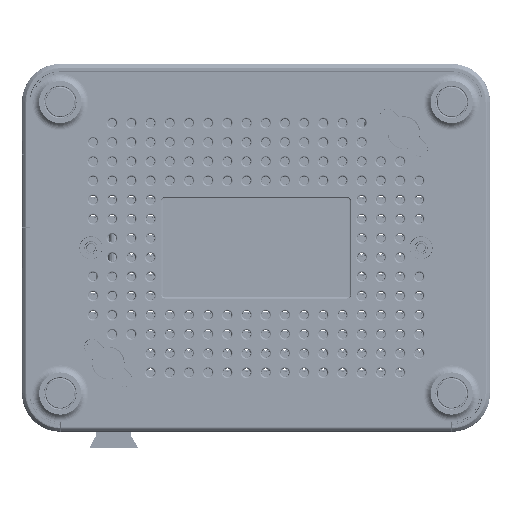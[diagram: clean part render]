
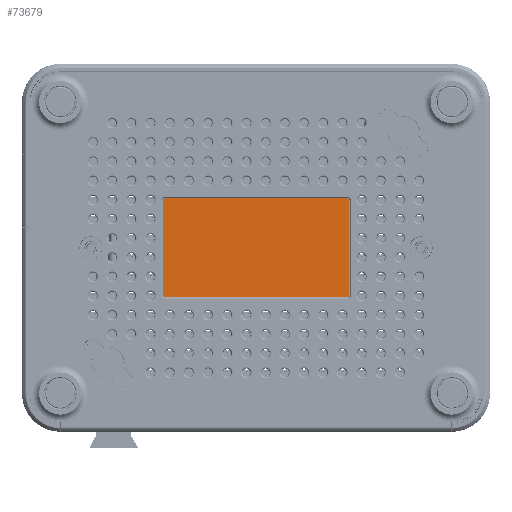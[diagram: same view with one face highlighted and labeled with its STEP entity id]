
A CAD part, front view. The second image highlights one B-rep face of the part: STEP entity #73679.
In plain terms, the highlighted planar face has unit normal (0, -1, 0).
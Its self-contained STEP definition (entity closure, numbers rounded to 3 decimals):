
#1756 = LINE ( 'NONE', #204674, #85401 ) ;
#3269 = DIRECTION ( 'NONE',  ( 0., 0., 1. ) ) ;
#6348 = DIRECTION ( 'NONE',  ( 0., -1., 0. ) ) ;
#7324 = CARTESIAN_POINT ( 'NONE',  ( -24.35, 0.4, -12.25 ) ) ;
#7509 = CARTESIAN_POINT ( 'NONE',  ( 23.75, 0.4, 12.85 ) ) ;
#8998 = CARTESIAN_POINT ( 'NONE',  ( -23.75, 0.4, 12.85 ) ) ;
#9852 = CARTESIAN_POINT ( 'NONE',  ( -23.75, 0.4, -12.25 ) ) ;
#10599 = CIRCLE ( 'NONE', #103105, 0.6 ) ;
#12671 = CARTESIAN_POINT ( 'NONE',  ( 23.75, 0.4, 12.25 ) ) ;
#17847 = CARTESIAN_POINT ( 'NONE',  ( 0., 0.4, 0. ) ) ;
#19704 = ORIENTED_EDGE ( 'NONE', *, *, #97225, .T. ) ;
#26906 = EDGE_CURVE ( 'NONE', #172732, #124011, #157091, .T. ) ;
#26949 = CARTESIAN_POINT ( 'NONE',  ( 23.75, 0.4, -12.85 ) ) ;
#28727 = CARTESIAN_POINT ( 'NONE',  ( -23.75, 0.4, -12.85 ) ) ;
#33326 = EDGE_CURVE ( 'NONE', #63795, #160571, #152569, .T. ) ;
#37001 = AXIS2_PLACEMENT_3D ( 'NONE', #12671, #59285, #185506 ) ;
#39251 = PLANE ( 'NONE',  #167043 ) ;
#42294 = CARTESIAN_POINT ( 'NONE',  ( -24.35, 0.4, 12.25 ) ) ;
#45949 = ORIENTED_EDGE ( 'NONE', *, *, #26906, .T. ) ;
#48293 = ORIENTED_EDGE ( 'NONE', *, *, #63251, .T. ) ;
#51344 = AXIS2_PLACEMENT_3D ( 'NONE', #162639, #6348, #3269 ) ;
#52097 = VERTEX_POINT ( 'NONE', #7509 ) ;
#55462 = EDGE_CURVE ( 'NONE', #178592, #63795, #10599, .T. ) ;
#59285 = DIRECTION ( 'NONE',  ( 0., -1., 0. ) ) ;
#59427 = DIRECTION ( 'NONE',  ( 0., 0., 1. ) ) ;
#63251 = EDGE_CURVE ( 'NONE', #130393, #120777, #188100, .T. ) ;
#63795 = VERTEX_POINT ( 'NONE', #122164 ) ;
#64497 = DIRECTION ( 'NONE',  ( 0., 0., 1. ) ) ;
#66547 = FACE_OUTER_BOUND ( 'NONE', #107355, .T. ) ;
#67155 = ORIENTED_EDGE ( 'NONE', *, *, #33326, .T. ) ;
#73679 = ADVANCED_FACE ( 'NONE', ( #66547 ), #39251, .F. ) ;
#73969 = CARTESIAN_POINT ( 'NONE',  ( 24.35, 0.4, 12.25 ) ) ;
#76259 = ORIENTED_EDGE ( 'NONE', *, *, #55462, .T. ) ;
#79113 = AXIS2_PLACEMENT_3D ( 'NONE', #9852, #91633, #136180 ) ;
#82095 = DIRECTION ( 'NONE',  ( 0., 1., 0. ) ) ;
#83563 = EDGE_CURVE ( 'NONE', #120777, #178592, #172812, .T. ) ;
#85401 = VECTOR ( 'NONE', #171524, 1000. ) ;
#87219 = DIRECTION ( 'NONE',  ( 0., 0., -1. ) ) ;
#91633 = DIRECTION ( 'NONE',  ( 0., -1., 0. ) ) ;
#97225 = EDGE_CURVE ( 'NONE', #124011, #130393, #117248, .T. ) ;
#99850 = CIRCLE ( 'NONE', #37001, 0.6 ) ;
#103105 = AXIS2_PLACEMENT_3D ( 'NONE', #135354, #170408, #105292 ) ;
#105292 = DIRECTION ( 'NONE',  ( 0., 0., 1. ) ) ;
#107355 = EDGE_LOOP ( 'NONE', ( #197823, #45949, #19704, #48293, #166973, #76259, #67155, #145288 ) ) ;
#107952 = VECTOR ( 'NONE', #59427, 1000. ) ;
#113584 = VECTOR ( 'NONE', #87219, 1000. ) ;
#117248 = LINE ( 'NONE', #133800, #113584 ) ;
#120777 = VERTEX_POINT ( 'NONE', #28727 ) ;
#122164 = CARTESIAN_POINT ( 'NONE',  ( 24.35, 0.4, -12.25 ) ) ;
#124011 = VERTEX_POINT ( 'NONE', #42294 ) ;
#128188 = EDGE_CURVE ( 'NONE', #160571, #52097, #99850, .T. ) ;
#130393 = VERTEX_POINT ( 'NONE', #7324 ) ;
#133800 = CARTESIAN_POINT ( 'NONE',  ( -24.35, 0.4, -12.25 ) ) ;
#135354 = CARTESIAN_POINT ( 'NONE',  ( 23.75, 0.4, -12.25 ) ) ;
#136180 = DIRECTION ( 'NONE',  ( 0., 0., 1. ) ) ;
#145288 = ORIENTED_EDGE ( 'NONE', *, *, #128188, .T. ) ;
#152569 = LINE ( 'NONE', #73969, #107952 ) ;
#154266 = DIRECTION ( 'NONE',  ( 1., 0., 0. ) ) ;
#154334 = CARTESIAN_POINT ( 'NONE',  ( 23.75, 0.4, -12.85 ) ) ;
#157091 = CIRCLE ( 'NONE', #51344, 0.6 ) ;
#160194 = CARTESIAN_POINT ( 'NONE',  ( 24.35, 0.4, 12.25 ) ) ;
#160571 = VERTEX_POINT ( 'NONE', #160194 ) ;
#160591 = VECTOR ( 'NONE', #154266, 1000. ) ;
#162639 = CARTESIAN_POINT ( 'NONE',  ( -23.75, 0.4, 12.25 ) ) ;
#166973 = ORIENTED_EDGE ( 'NONE', *, *, #83563, .T. ) ;
#167043 = AXIS2_PLACEMENT_3D ( 'NONE', #17847, #82095, #64497 ) ;
#170408 = DIRECTION ( 'NONE',  ( 0., -1., 0. ) ) ;
#171524 = DIRECTION ( 'NONE',  ( -1., 0., 0. ) ) ;
#172732 = VERTEX_POINT ( 'NONE', #8998 ) ;
#172812 = LINE ( 'NONE', #26949, #160591 ) ;
#178592 = VERTEX_POINT ( 'NONE', #154334 ) ;
#185506 = DIRECTION ( 'NONE',  ( 0., 0., 1. ) ) ;
#188100 = CIRCLE ( 'NONE', #79113, 0.6 ) ;
#196162 = EDGE_CURVE ( 'NONE', #52097, #172732, #1756, .T. ) ;
#197823 = ORIENTED_EDGE ( 'NONE', *, *, #196162, .T. ) ;
#204674 = CARTESIAN_POINT ( 'NONE',  ( -23.75, 0.4, 12.85 ) ) ;
